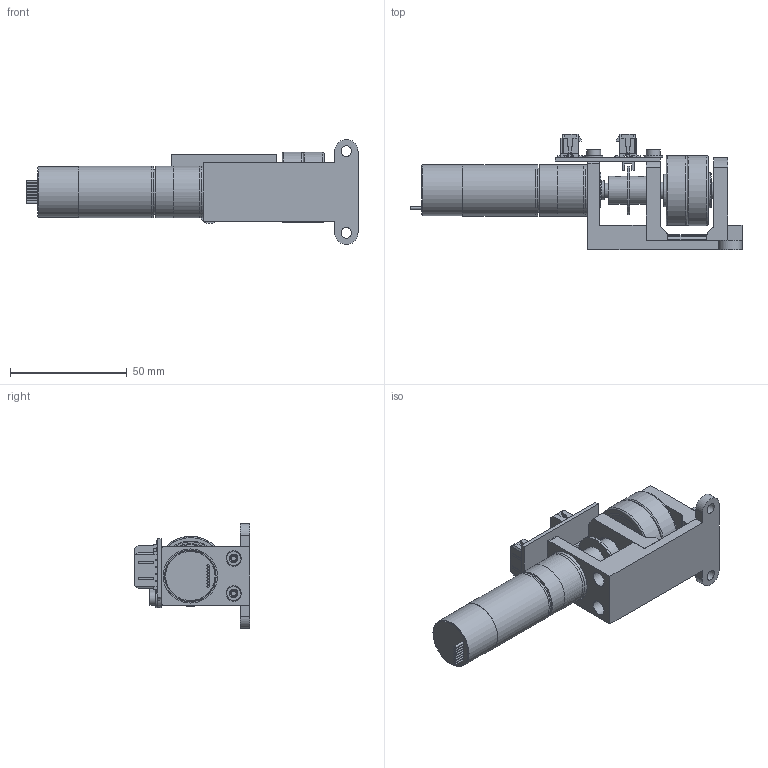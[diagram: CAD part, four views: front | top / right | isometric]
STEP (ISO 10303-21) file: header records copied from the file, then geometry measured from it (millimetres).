
FILE_DESCRIPTION(/* description */ (''),/* implementation_level */ '2;1');
FILE_NAME(/* name */ 'Pressure Valve V7.step',/* time_stamp */ '2020-04-24T13:47:51+02:00',/* author */ (''),/* organization */ (''),/* preprocessor_version */ 'ST-DEVELOPER v18.1',/* originating_system */ 'Autodesk Translation Framework v9.2.0.1227',/* authorisation */ '');
FILE_SCHEMA (('AUTOMOTIVE_DESIGN { 1 0 10303 214 3 1 1 }'));
Length unit declared in the file: millimetre
Products named in the file (29): Pressure Valve V7; Pce_Socle_Bati_V200421; Pce_Flasque_Verticale_V200421; Pce_Axe_Excentrique_V2004121330; bague v2004121330-3; 2232S_BX4_CxD; 22-7_2stage; 22-GPT_2stage; PCB (1); PCB; 430450818; TCPT1350X01; 430451018; Vis_CBLX_M3x10_Inox_A4; Vis_HC_Cuvette_M3x3_Inox_A4; W_625_2RS1; W_625_2RS1 (1); _W_625_2RS1_PART1_2; _W_625_2RS1_PART2_4; _W_625_2RS1_PART3_6; W_6200_2RS1; W_6200_2RS1 (1); _W_6200_2RS1_PART1_2; _W_6200_2RS1_PART2_4; _W_6200_2RS1_PART3_6; Vis_CBLX_M3x6_Inox_A4; Pce_Accouplement_h; Pion; Rondelle_M3_Inox_A4
Assembly tree (69 placements, depth 3):
  Pressure Valve V7
    Pce_Socle_Bati_V200421
    Pce_Flasque_Verticale_V200421  x2
    Pce_Axe_Excentrique_V2004121330
    bague v2004121330-3
    2232S_BX4_CxD
    22-7_2stage
    22-GPT_2stage
    PCB (1)
      PCB
      430450818
      TCPT1350X01
      430451018
    Vis_CBLX_M3x6_Inox_A4  x3
    Vis_CBLX_M3x10_Inox_A4  x4
    Rondelle_M3_Inox_A4  x3
    Vis_HC_Cuvette_M3x3_Inox_A4  x2
    W_625_2RS1
      _W_625_2RS1_PART1_2
      _W_625_2RS1_PART2_4
      _W_625_2RS1_PART3_6  x7
    W_625_2RS1 (1)
      _W_625_2RS1_PART1_2
      _W_625_2RS1_PART2_4
      _W_625_2RS1_PART3_6  x7
    W_6200_2RS1
      _W_6200_2RS1_PART1_2
      _W_6200_2RS1_PART2_4
      _W_6200_2RS1_PART3_6  x8
    W_6200_2RS1 (1)
      _W_6200_2RS1_PART1_2
      _W_6200_2RS1_PART2_4
      _W_6200_2RS1_PART3_6  x8
    Pce_Accouplement_h
    Pion
Bounding box: 142.1 x 49.43 x 45 mm (x, y, z)
Volume: 74288.4 mm3; surface area: 48685.6 mm2
Topology: 64 solids, 64 shells, 1666 faces, 4553 edges, 3092 vertices
Faces by surface type: plane 1090, cylinder 383, cone 101, torus 62, sphere 30
Full cylindrical faces by diameter (mm): 1.6 x15, 2.3 x3, 2.459 x7, 2.5 x6, 3 x15, 3.2 x6, 3.4 x4, 3.612 x7, 4.5 x2, 4.8 x1, 5 x7, 5.1 x2, 6 x9, 6.1 x2, 6.5 x4, 7 x3, 7.16 x1, 7.5 x4, 7.9 x1, 8 x5, 8.5 x4, 9.999 x2, 10 x2, 10.068 x1, 12 x3, 12.362 x4, 13.4 x8, 13.78 x1, 14 x3, 15 x3
Entity records: 42812 total; most frequent: CARTESIAN_POINT 7907, DIRECTION 7139, ORIENTED_EDGE 6970, EDGE_CURVE 3485, LINE 2531, VECTOR 2531, VERTEX_POINT 2342, AXIS2_PLACEMENT_3D 2304
